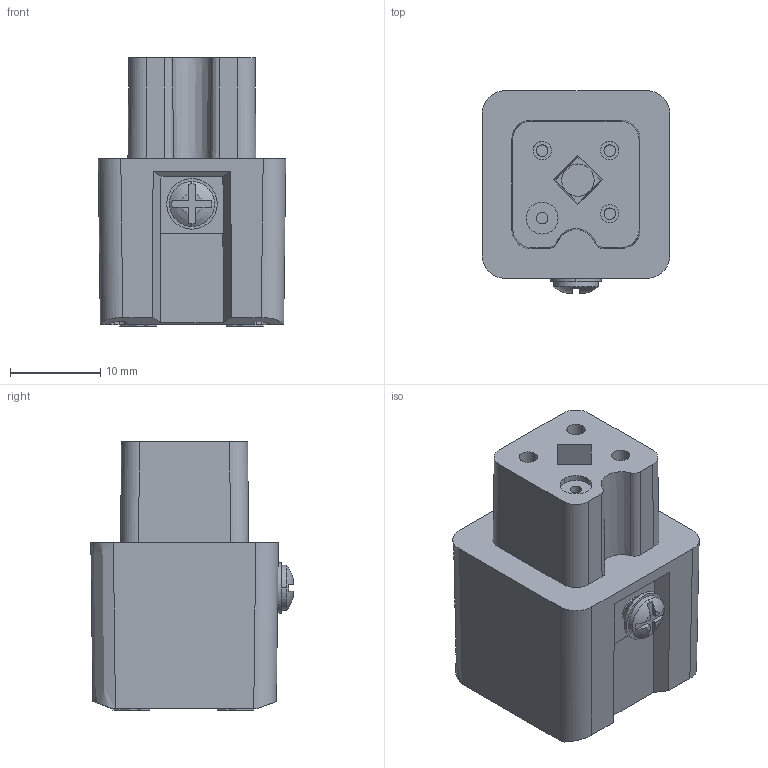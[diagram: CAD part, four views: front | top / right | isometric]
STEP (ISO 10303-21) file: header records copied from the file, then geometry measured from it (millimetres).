
FILE_DESCRIPTION(/* description */ ('Alibre Inc.'),/* implementation_level */ '2;1');
FILE_NAME(/* name */ 'export-4C475533-0705-4A11-8DA8-8DD108C35428',/* time_stamp */ '2023-02-01T17:02:30+01:00',/* author */ (''),/* organization */ (''),/* preprocessor_version */ 'ST-DEVELOPER v17',/* originating_system */ 'Alibre',/* authorisation */ '');
FILE_SCHEMA (('AUTOMOTIVE_DESIGN'));
Length unit declared in the file: millimetre
Products named in the file (2): HC_A03_I_PT_F-select
Bounding box: 20.8 x 22.45 x 29.8 mm (x, y, z)
Volume: 8938.5 mm3; surface area: 3884.1 mm2
Topology: 1 solids, 1 shells, 358 faces, 965 edges, 630 vertices
Faces by surface type: plane 235, cylinder 55, cone 47, bspline 19, sphere 2
Entity records: 15288 total; most frequent: CARTESIAN_POINT 6694, ORIENTED_EDGE 1930, DIRECTION 1383, EDGE_CURVE 965, VERTEX_POINT 630, VECTOR 598, LINE 598, AXIS2_PLACEMENT_3D 510
